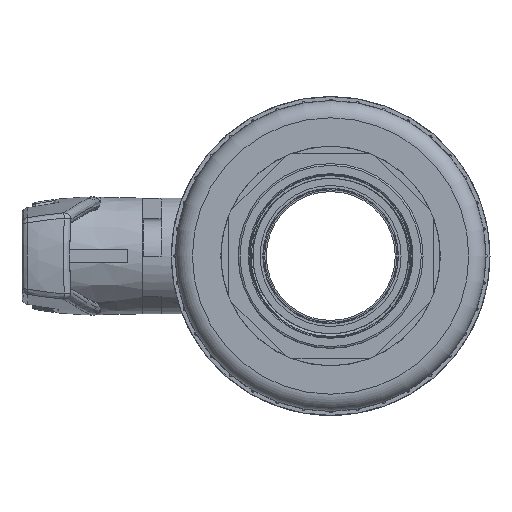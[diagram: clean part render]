
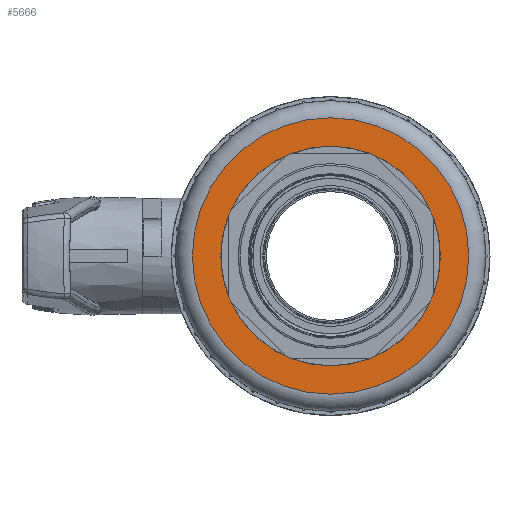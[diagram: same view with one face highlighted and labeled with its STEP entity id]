
A CAD part, left-side view. The second image highlights one B-rep face of the part: STEP entity #5666.
In plain terms, the highlighted planar face has unit normal (-1, 0, 0).
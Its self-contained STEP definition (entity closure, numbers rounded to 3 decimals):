
#5666=ADVANCED_FACE('',(#6883,#6884),#6527,.F.);
#6527=PLANE('',#20274);
#6883=FACE_BOUND('',#7751,.T.);
#6884=FACE_BOUND('',#7752,.T.);
#7751=EDGE_LOOP('',(#11511));
#7752=EDGE_LOOP('',(#11512));
#11511=ORIENTED_EDGE('',*,*,#17369,.T.);
#11512=ORIENTED_EDGE('',*,*,#17370,.T.);
#15010=VERTEX_POINT('',#46271);
#15011=VERTEX_POINT('',#46273);
#17369=EDGE_CURVE('',#15010,#15010,#19002,.T.);
#17370=EDGE_CURVE('',#15011,#15011,#19003,.T.);
#19002=CIRCLE('',#20272,75.523);
#19003=CIRCLE('',#20273,60.);
#20272=AXIS2_PLACEMENT_3D('',#46270,#23655,#23656);
#20273=AXIS2_PLACEMENT_3D('',#46272,#23657,#23658);
#20274=AXIS2_PLACEMENT_3D('',#46274,#23659,#23660);
#23655=DIRECTION('',(-1.,0.,0.));
#23656=DIRECTION('',(0.,1.,0.));
#23657=DIRECTION('',(1.,0.,0.));
#23658=DIRECTION('',(0.,1.,0.));
#23659=DIRECTION('',(1.,0.,0.));
#23660=DIRECTION('',(0.,-1.,0.));
#46270=CARTESIAN_POINT('',(510.313,-1.25,0.));
#46271=CARTESIAN_POINT('',(510.313,74.273,0.));
#46272=CARTESIAN_POINT('',(510.313,-1.25,0.));
#46273=CARTESIAN_POINT('',(510.313,58.75,0.));
#46274=CARTESIAN_POINT('',(510.313,83.54,0.));
